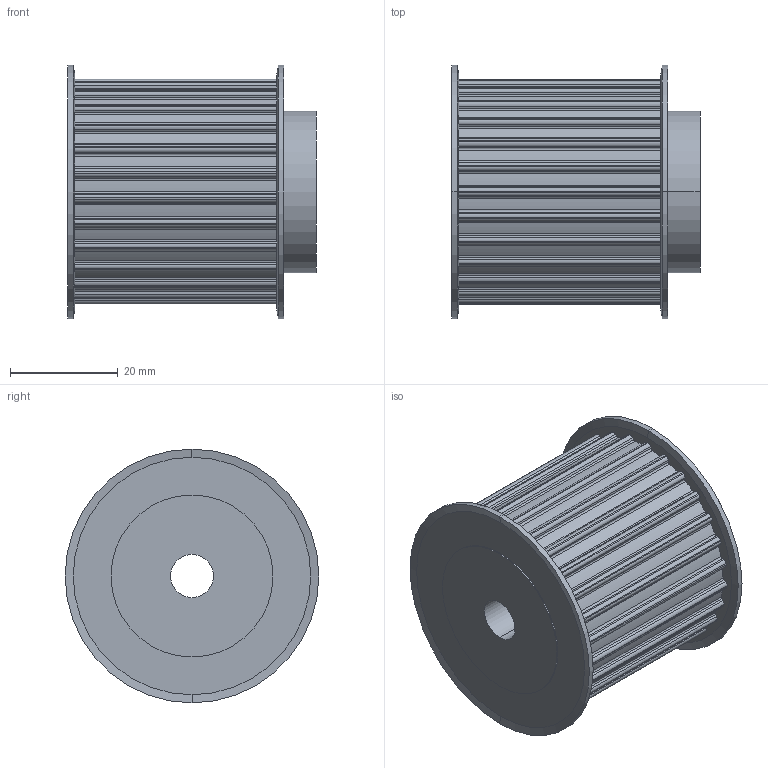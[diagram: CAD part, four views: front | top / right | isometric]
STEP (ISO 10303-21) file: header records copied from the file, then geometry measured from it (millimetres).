
FILE_DESCRIPTION(('STEP AP214'),'1');
FILE_NAME('cctmp_A8EE6204-10AD-40C8-9BF7-CB4C723EFBC2_2021_1_7_11_40_43_553..stp','2021-01-07T10:40:43',('Mulco-Europe EWIV'),('CADClick - www.CADClick.com'),'Spatial InterOp 3D',' ','unknown authorization');
FILE_SCHEMA(('AUTOMOTIVE_DESIGN'));
Length unit declared in the file: millimetre
Products named in the file (1): 2021_01_07__11-40-43-537
Bounding box: 46 x 47 x 47 mm (x, y, z)
Volume: 53534.9 mm3; surface area: 12260.9 mm2
Topology: 1 solids, 1 shells, 241 faces, 697 edges, 462 vertices
Faces by surface type: cylinder 173, plane 60, cone 8
Entity records: 10057 total; most frequent: DIRECTION 1535, CARTESIAN_POINT 1401, ORIENTED_EDGE 1394, EDGE_CURVE 697, AXIS2_PLACEMENT_3D 596, VERTEX_POINT 462, CIRCLE 354, LINE 343
